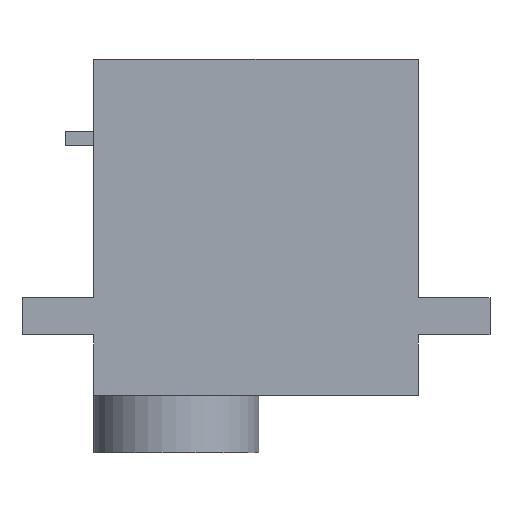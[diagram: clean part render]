
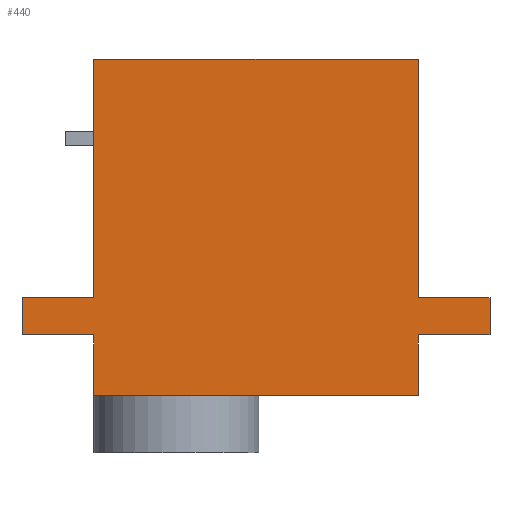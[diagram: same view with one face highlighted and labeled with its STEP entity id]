
A CAD part, front view. The second image highlights one B-rep face of the part: STEP entity #440.
In plain terms, the highlighted planar face has unit normal (0, -1, 0).
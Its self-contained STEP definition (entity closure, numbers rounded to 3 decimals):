
#49=FACE_OUTER_BOUND('',#77,.T.);
#77=EDGE_LOOP('',(#369,#370,#371,#372,#373,#374,#375,#376,#377,#378,#379,
#380));
#96=LINE('',#644,#148);
#101=LINE('',#658,#153);
#105=LINE('',#666,#157);
#109=LINE('',#673,#161);
#112=LINE('',#679,#164);
#117=LINE('',#694,#169);
#119=LINE('',#699,#171);
#123=LINE('',#706,#175);
#125=LINE('',#709,#177);
#126=LINE('',#712,#178);
#129=LINE('',#717,#181);
#130=LINE('',#718,#182);
#148=VECTOR('',#527,10.);
#153=VECTOR('',#540,10.);
#157=VECTOR('',#546,10.);
#161=VECTOR('',#552,10.);
#164=VECTOR('',#557,10.);
#169=VECTOR('',#570,10.);
#171=VECTOR('',#574,10.);
#175=VECTOR('',#580,10.);
#177=VECTOR('',#584,10.);
#178=VECTOR('',#587,10.);
#181=VECTOR('',#592,10.);
#182=VECTOR('',#593,10.);
#198=VERTEX_POINT('',#641);
#199=VERTEX_POINT('',#643);
#202=VERTEX_POINT('',#654);
#204=VERTEX_POINT('',#657);
#207=VERTEX_POINT('',#665);
#209=VERTEX_POINT('',#671);
#211=VERTEX_POINT('',#677);
#214=VERTEX_POINT('',#687);
#217=VERTEX_POINT('',#692);
#218=VERTEX_POINT('',#696);
#221=VERTEX_POINT('',#703);
#222=VERTEX_POINT('',#711);
#242=EDGE_CURVE('',#198,#199,#96,.T.);
#249=EDGE_CURVE('',#202,#204,#101,.T.);
#253=EDGE_CURVE('',#204,#207,#105,.T.);
#257=EDGE_CURVE('',#209,#202,#109,.T.);
#260=EDGE_CURVE('',#211,#209,#112,.T.);
#267=EDGE_CURVE('',#214,#217,#117,.T.);
#269=EDGE_CURVE('',#218,#217,#119,.T.);
#273=EDGE_CURVE('',#221,#214,#123,.T.);
#275=EDGE_CURVE('',#218,#199,#125,.T.);
#276=EDGE_CURVE('',#222,#221,#126,.T.);
#279=EDGE_CURVE('',#211,#222,#129,.T.);
#280=EDGE_CURVE('',#207,#198,#130,.T.);
#369=ORIENTED_EDGE('',*,*,#279,.T.);
#370=ORIENTED_EDGE('',*,*,#276,.T.);
#371=ORIENTED_EDGE('',*,*,#273,.T.);
#372=ORIENTED_EDGE('',*,*,#267,.T.);
#373=ORIENTED_EDGE('',*,*,#269,.F.);
#374=ORIENTED_EDGE('',*,*,#275,.T.);
#375=ORIENTED_EDGE('',*,*,#242,.F.);
#376=ORIENTED_EDGE('',*,*,#280,.F.);
#377=ORIENTED_EDGE('',*,*,#253,.F.);
#378=ORIENTED_EDGE('',*,*,#249,.F.);
#379=ORIENTED_EDGE('',*,*,#257,.F.);
#380=ORIENTED_EDGE('',*,*,#260,.F.);
#417=PLANE('',#484);
#440=ADVANCED_FACE('',(#49),#417,.T.);
#484=AXIS2_PLACEMENT_3D('',#716,#590,#591);
#527=DIRECTION('',(-1.,0.,0.));
#540=DIRECTION('',(0.,0.,-1.));
#546=DIRECTION('',(-1.,0.,0.));
#552=DIRECTION('',(1.,0.,0.));
#557=DIRECTION('',(0.,0.,-1.));
#570=DIRECTION('',(0.,0.,-1.));
#574=DIRECTION('',(-1.,0.,0.));
#580=DIRECTION('',(-1.,0.,0.));
#584=DIRECTION('',(0.,0.,-1.));
#587=DIRECTION('',(0.,0.,-1.));
#590=DIRECTION('center_axis',(0.,-1.,0.));
#591=DIRECTION('ref_axis',(-1.,0.,0.));
#592=DIRECTION('',(-1.,0.,0.));
#593=DIRECTION('',(0.,0.,-1.));
#641=CARTESIAN_POINT('',(22.6,-12.,-23.4));
#643=CARTESIAN_POINT('',(0.,-12.,-23.4));
#644=CARTESIAN_POINT('',(22.6,-12.,-23.4));
#654=CARTESIAN_POINT('',(27.6,-12.,-16.6));
#657=CARTESIAN_POINT('',(27.6,-12.,-19.2));
#658=CARTESIAN_POINT('',(27.6,-12.,-16.6));
#665=CARTESIAN_POINT('',(22.6,-12.,-19.2));
#666=CARTESIAN_POINT('',(22.6,-12.,-19.2));
#671=CARTESIAN_POINT('',(22.6,-12.,-16.6));
#673=CARTESIAN_POINT('',(22.6,-12.,-16.6));
#677=CARTESIAN_POINT('',(22.6,-12.,0.));
#679=CARTESIAN_POINT('',(22.6,-12.,0.));
#687=CARTESIAN_POINT('',(-5.,-12.,-16.6));
#692=CARTESIAN_POINT('',(-5.,-12.,-19.2));
#694=CARTESIAN_POINT('',(-5.,-12.,-16.6));
#696=CARTESIAN_POINT('',(0.,-12.,-19.2));
#699=CARTESIAN_POINT('',(0.,-12.,-19.2));
#703=CARTESIAN_POINT('',(0.,-12.,-16.6));
#706=CARTESIAN_POINT('',(0.,-12.,-16.6));
#709=CARTESIAN_POINT('',(0.,-12.,0.));
#711=CARTESIAN_POINT('',(0.,-12.,0.));
#712=CARTESIAN_POINT('',(0.,-12.,0.));
#716=CARTESIAN_POINT('Origin',(22.6,-12.,0.));
#717=CARTESIAN_POINT('',(22.6,-12.,0.));
#718=CARTESIAN_POINT('',(22.6,-12.,0.));
